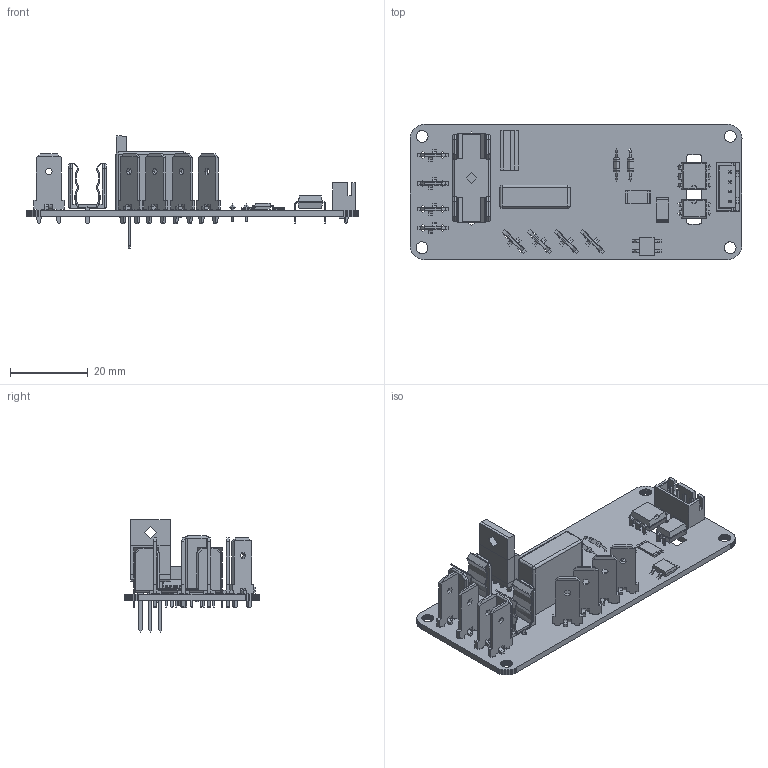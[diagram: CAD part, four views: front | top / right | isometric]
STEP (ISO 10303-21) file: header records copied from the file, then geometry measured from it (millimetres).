
FILE_DESCRIPTION(('KiCad electronic assembly'),'2;1');
FILE_NAME('esp32_hotplate_switch.step','2023-06-29T18:43:24',('Pcbnew'), ('Kicad'),'Open CASCADE STEP processor 7.6','KiCad to STEP converter', 'Unknown');
FILE_SCHEMA(('AUTOMOTIVE_DESIGN { 1 0 10303 214 1 1 1 1 }'));
Length unit declared in the file: millimetre
Products named in the file (24): esp32_hotplate_switch 1; 19705-4001; COMPOUND; S380; R_2512_6332Metric; SOLID; Fuseholder_Cylinder-5x20mm_Schurter_0031_8201_Horizontal_Open; JST_XH_B4B-XH-A_1x04_P2.50mm_Vertical; R_Axial_DIN0204_L3.6mm_D1.6mm_P7.62mm_Horizontal; DIP-6_W7.62mm; TO-220F-3_Vertical; C_Rect_L18.0mm_W6.0mm_P15.00mm_FKS3_FKP3; DIP-4_W7.62mm; R_0805_2012Metric; PCB
Assembly tree (32 placements, depth 3):
  esp32_hotplate_switch 1
    19705-4001  x8
      COMPOUND
    S380
      COMPOUND
    R_2512_6332Metric  x2
      SOLID
    Fuseholder_Cylinder-5x20mm_Schurter_0031_8201_Horizontal_Open
      COMPOUND
    JST_XH_B4B-XH-A_1x04_P2.50mm_Vertical
      SOLID
    R_Axial_DIN0204_L3.6mm_D1.6mm_P7.62mm_Horizontal  x2
      SOLID
    DIP-6_W7.62mm
      SOLID
    TO-220F-3_Vertical
      SOLID
    C_Rect_L18.0mm_W6.0mm_P15.00mm_FKS3_FKP3
      SOLID
    DIP-4_W7.62mm
      SOLID
    R_0805_2012Metric
      SOLID
    PCB
Bounding box: 85.14 x 34.67 x 28.85 mm (x, y, z)
Volume: 8360.5 mm3
Topology: 29 solids, 31 shells, 1356 faces, 3644 edges, 2371 vertices
Faces by surface type: plane 1087, cylinder 223, bspline 34, torus 8, sphere 4
Full cylindrical faces by diameter (mm): 0.002 x1, 0.5 x8, 0.7 x4, 0.8 x10, 0.9 x2, 0.95 x4, 1.2 x5, 1.44 x2, 1.5 x2, 1.6 x4, 1.7 x16, 2.7 x1, 3.18 x1
Entity records: 74002 total; most frequent: CARTESIAN_POINT 15058, DIRECTION 9965, LINE 7275, VECTOR 7275, ORIENTED_EDGE 5340, PCURVE 5340, DEFINITIONAL_REPRESENTATION 5340, EDGE_CURVE 2670
